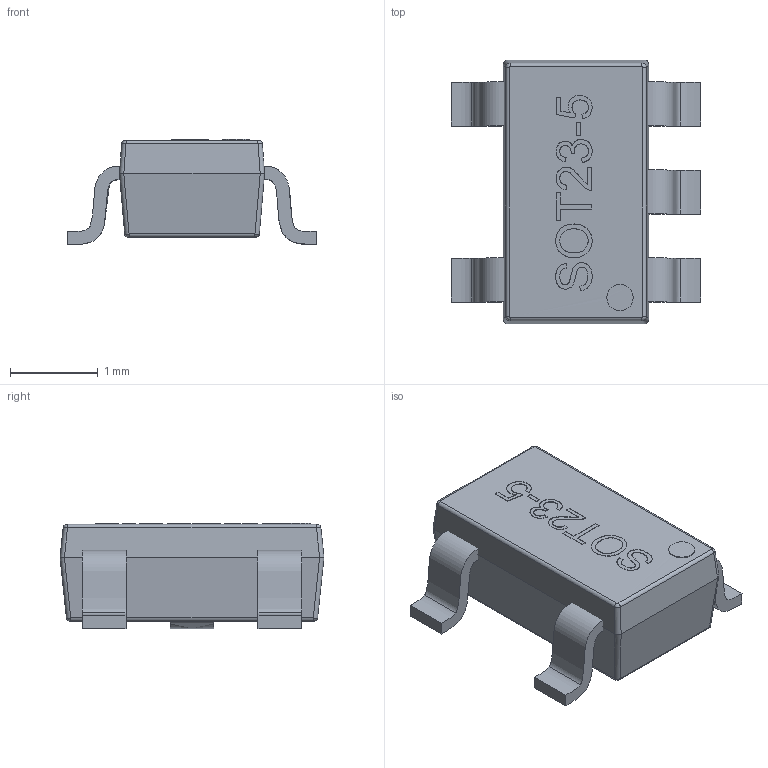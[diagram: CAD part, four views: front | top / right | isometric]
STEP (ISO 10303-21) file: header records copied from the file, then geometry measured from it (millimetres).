
FILE_DESCRIPTION(('HOOPS Exchange Step'),'2;1');
FILE_NAME('temp_export','2025-06-25T23:01:56+07:00',('Nhatkhongbuon'),('Shapr3D Limited'),'HOOPS Exchange 2024.8','Shapr3D','Authorized');
FILE_SCHEMA( ('AP242_MANAGED_MODEL_BASED_3D_ENGINEERING_MIM_LF {1 0 10303 442 1 1 4}') );
Length unit declared in the file: millimetre
Products named in the file (3): SOT23-6.stp; SOT23-6.step; root
Assembly tree (2 placements, depth 3):
  root
    SOT23-6.step
      SOT23-6.stp
Bounding box: 2.84 x 3 x 1.2 mm (x, y, z)
Volume: 5.6 mm3; surface area: 27.7 mm2
Topology: 13 solids, 13 shells, 135 faces, 300 edges, 192 vertices
Faces by surface type: plane 73, bspline 57, cylinder 5
Full cylindrical faces by diameter (mm): 0.3 x1
Entity records: 6671 total; most frequent: CARTESIAN_POINT 3951, ORIENTED_EDGE 600, DIRECTION 392, EDGE_CURVE 300, VERTEX_POINT 192, VECTOR 188, LINE 188, EDGE_LOOP 138
